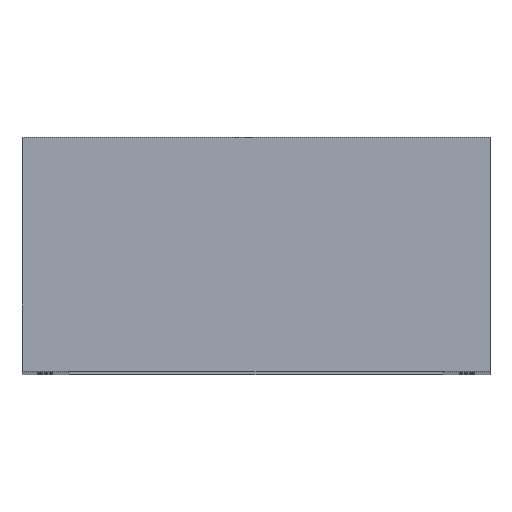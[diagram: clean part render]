
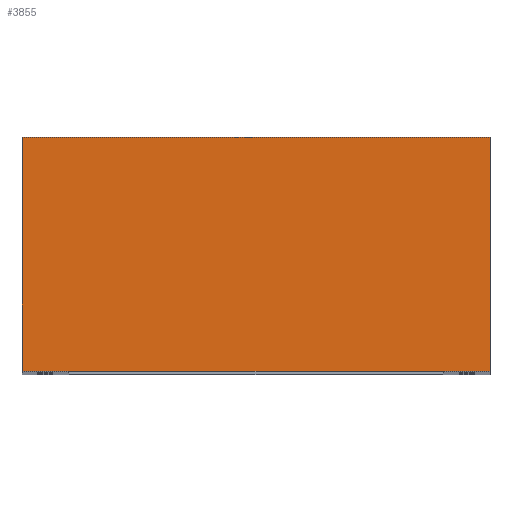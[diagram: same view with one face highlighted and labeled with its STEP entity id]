
A CAD part, top view. The second image highlights one B-rep face of the part: STEP entity #3855.
In plain terms, the highlighted planar face has unit normal (0, 0, 1).
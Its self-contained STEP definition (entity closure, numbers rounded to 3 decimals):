
#44 = PLANE('',#45);
#45 = AXIS2_PLACEMENT_3D('',#46,#47,#48);
#46 = CARTESIAN_POINT('',(0.,0.,-245.)
  );
#47 = DIRECTION('',(0.,1.,0.));
#48 = DIRECTION('',(0.,0.,1.));
#1428 = EDGE_CURVE('',#1429,#1431,#1433,.T.);
#1429 = VERTEX_POINT('',#1430);
#1430 = CARTESIAN_POINT('',(-100.,0.,175.));
#1431 = VERTEX_POINT('',#1432);
#1432 = CARTESIAN_POINT('',(100.,0.,175.));
#1433 = SURFACE_CURVE('',#1434,(#1438,#1445),.PCURVE_S1.);
#1434 = LINE('',#1435,#1436);
#1435 = CARTESIAN_POINT('',(-100.,0.,175.));
#1436 = VECTOR('',#1437,1.);
#1437 = DIRECTION('',(1.,0.,0.));
#1438 = PCURVE('',#44,#1439);
#1439 = DEFINITIONAL_REPRESENTATION('',(#1440),#1444);
#1440 = LINE('',#1441,#1442);
#1441 = CARTESIAN_POINT('',(420.,-100.));
#1442 = VECTOR('',#1443,1.);
#1443 = DIRECTION('',(0.,1.));
#1444 = ( GEOMETRIC_REPRESENTATION_CONTEXT(2) 
PARAMETRIC_REPRESENTATION_CONTEXT() REPRESENTATION_CONTEXT('2D SPACE',''
  ) );
#1445 = PCURVE('',#1446,#1451);
#1446 = PLANE('',#1447);
#1447 = AXIS2_PLACEMENT_3D('',#1448,#1449,#1450);
#1448 = CARTESIAN_POINT('',(-100.,0.,175.));
#1449 = DIRECTION('',(0.,0.,1.));
#1450 = DIRECTION('',(1.,0.,0.));
#1451 = DEFINITIONAL_REPRESENTATION('',(#1452),#1456);
#1452 = LINE('',#1453,#1454);
#1453 = CARTESIAN_POINT('',(0.,0.));
#1454 = VECTOR('',#1455,1.);
#1455 = DIRECTION('',(1.,0.));
#1456 = ( GEOMETRIC_REPRESENTATION_CONTEXT(2) 
PARAMETRIC_REPRESENTATION_CONTEXT() REPRESENTATION_CONTEXT('2D SPACE',''
  ) );
#1474 = PLANE('',#1475);
#1475 = AXIS2_PLACEMENT_3D('',#1476,#1477,#1478);
#1476 = CARTESIAN_POINT('',(100.,0.,175.));
#1477 = DIRECTION('',(1.,0.,0.));
#1478 = DIRECTION('',(0.,0.,-1.));
#1528 = PLANE('',#1529);
#1529 = AXIS2_PLACEMENT_3D('',#1530,#1531,#1532);
#1530 = CARTESIAN_POINT('',(-100.,0.,-665.));
#1531 = DIRECTION('',(-1.,0.,0.));
#1532 = DIRECTION('',(0.,0.,1.));
#3855 = ADVANCED_FACE('',(#3856),#1446,.T.);
#3856 = FACE_BOUND('',#3857,.T.);
#3857 = EDGE_LOOP('',(#3858,#3881,#3909,#3930));
#3858 = ORIENTED_EDGE('',*,*,#3859,.T.);
#3859 = EDGE_CURVE('',#1429,#3860,#3862,.T.);
#3860 = VERTEX_POINT('',#3861);
#3861 = CARTESIAN_POINT('',(-100.,-100.,175.));
#3862 = SURFACE_CURVE('',#3863,(#3867,#3874),.PCURVE_S1.);
#3863 = LINE('',#3864,#3865);
#3864 = CARTESIAN_POINT('',(-100.,0.,175.));
#3865 = VECTOR('',#3866,1.);
#3866 = DIRECTION('',(0.,-1.,0.));
#3867 = PCURVE('',#1446,#3868);
#3868 = DEFINITIONAL_REPRESENTATION('',(#3869),#3873);
#3869 = LINE('',#3870,#3871);
#3870 = CARTESIAN_POINT('',(0.,0.));
#3871 = VECTOR('',#3872,1.);
#3872 = DIRECTION('',(0.,-1.));
#3873 = ( GEOMETRIC_REPRESENTATION_CONTEXT(2) 
PARAMETRIC_REPRESENTATION_CONTEXT() REPRESENTATION_CONTEXT('2D SPACE',''
  ) );
#3874 = PCURVE('',#1528,#3875);
#3875 = DEFINITIONAL_REPRESENTATION('',(#3876),#3880);
#3876 = LINE('',#3877,#3878);
#3877 = CARTESIAN_POINT('',(840.,0.));
#3878 = VECTOR('',#3879,1.);
#3879 = DIRECTION('',(0.,-1.));
#3880 = ( GEOMETRIC_REPRESENTATION_CONTEXT(2) 
PARAMETRIC_REPRESENTATION_CONTEXT() REPRESENTATION_CONTEXT('2D SPACE',''
  ) );
#3881 = ORIENTED_EDGE('',*,*,#3882,.T.);
#3882 = EDGE_CURVE('',#3860,#3883,#3885,.T.);
#3883 = VERTEX_POINT('',#3884);
#3884 = CARTESIAN_POINT('',(100.,-100.,175.));
#3885 = SURFACE_CURVE('',#3886,(#3890,#3897),.PCURVE_S1.);
#3886 = LINE('',#3887,#3888);
#3887 = CARTESIAN_POINT('',(-100.,-100.,175.));
#3888 = VECTOR('',#3889,1.);
#3889 = DIRECTION('',(1.,0.,0.));
#3890 = PCURVE('',#1446,#3891);
#3891 = DEFINITIONAL_REPRESENTATION('',(#3892),#3896);
#3892 = LINE('',#3893,#3894);
#3893 = CARTESIAN_POINT('',(0.,-100.));
#3894 = VECTOR('',#3895,1.);
#3895 = DIRECTION('',(1.,0.));
#3896 = ( GEOMETRIC_REPRESENTATION_CONTEXT(2) 
PARAMETRIC_REPRESENTATION_CONTEXT() REPRESENTATION_CONTEXT('2D SPACE',''
  ) );
#3897 = PCURVE('',#3898,#3903);
#3898 = PLANE('',#3899);
#3899 = AXIS2_PLACEMENT_3D('',#3900,#3901,#3902);
#3900 = CARTESIAN_POINT('',(0.,-100.,-245.));
#3901 = DIRECTION('',(0.,1.,0.));
#3902 = DIRECTION('',(0.,0.,1.));
#3903 = DEFINITIONAL_REPRESENTATION('',(#3904),#3908);
#3904 = LINE('',#3905,#3906);
#3905 = CARTESIAN_POINT('',(420.,-100.));
#3906 = VECTOR('',#3907,1.);
#3907 = DIRECTION('',(0.,1.));
#3908 = ( GEOMETRIC_REPRESENTATION_CONTEXT(2) 
PARAMETRIC_REPRESENTATION_CONTEXT() REPRESENTATION_CONTEXT('2D SPACE',''
  ) );
#3909 = ORIENTED_EDGE('',*,*,#3910,.F.);
#3910 = EDGE_CURVE('',#1431,#3883,#3911,.T.);
#3911 = SURFACE_CURVE('',#3912,(#3916,#3923),.PCURVE_S1.);
#3912 = LINE('',#3913,#3914);
#3913 = CARTESIAN_POINT('',(100.,0.,175.));
#3914 = VECTOR('',#3915,1.);
#3915 = DIRECTION('',(0.,-1.,0.));
#3916 = PCURVE('',#1446,#3917);
#3917 = DEFINITIONAL_REPRESENTATION('',(#3918),#3922);
#3918 = LINE('',#3919,#3920);
#3919 = CARTESIAN_POINT('',(200.,0.));
#3920 = VECTOR('',#3921,1.);
#3921 = DIRECTION('',(0.,-1.));
#3922 = ( GEOMETRIC_REPRESENTATION_CONTEXT(2) 
PARAMETRIC_REPRESENTATION_CONTEXT() REPRESENTATION_CONTEXT('2D SPACE',''
  ) );
#3923 = PCURVE('',#1474,#3924);
#3924 = DEFINITIONAL_REPRESENTATION('',(#3925),#3929);
#3925 = LINE('',#3926,#3927);
#3926 = CARTESIAN_POINT('',(0.,0.));
#3927 = VECTOR('',#3928,1.);
#3928 = DIRECTION('',(0.,-1.));
#3929 = ( GEOMETRIC_REPRESENTATION_CONTEXT(2) 
PARAMETRIC_REPRESENTATION_CONTEXT() REPRESENTATION_CONTEXT('2D SPACE',''
  ) );
#3930 = ORIENTED_EDGE('',*,*,#1428,.F.);
